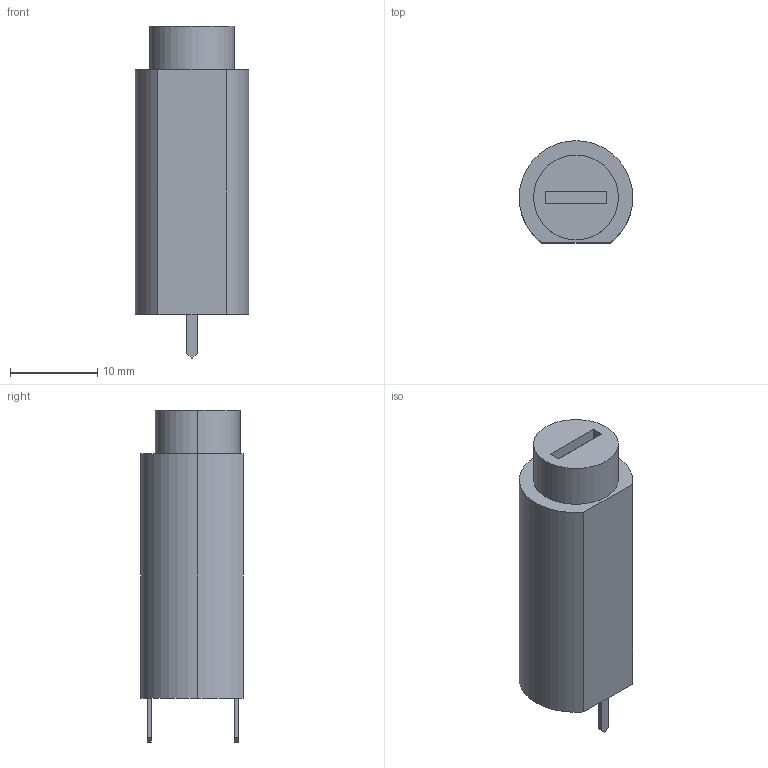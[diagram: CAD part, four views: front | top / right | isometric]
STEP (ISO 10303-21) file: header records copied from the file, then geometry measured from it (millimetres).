
FILE_DESCRIPTION (( 'STEP AP214' ), '1' );
FILE_NAME ('270B67ED-9B4D-441C-8AC4-E0EBED899AA8.STEP', '2025-06-27T21:25:52', ( '' ), ( '' ), 'SwSTEP 2.0', 'SolidWorks 2022', '' );
FILE_SCHEMA (( 'AUTOMOTIVE_DESIGN' ));
Length unit declared in the file: millimetre
Products named in the file (1): 270B67ED-9B4D-441C-8AC4-E0EBED899AA8
Bounding box: 13 x 11.7 x 38 mm (x, y, z)
Volume: 3886 mm3; surface area: 1585.8 mm2
Topology: 1 solids, 1 shells, 28 faces, 66 edges, 44 vertices
Faces by surface type: plane 23, cylinder 5
Entity records: 834 total; most frequent: CARTESIAN_POINT 139, DIRECTION 134, ORIENTED_EDGE 132, EDGE_CURVE 66, LINE 56, VECTOR 56, VERTEX_POINT 44, AXIS2_PLACEMENT_3D 39
